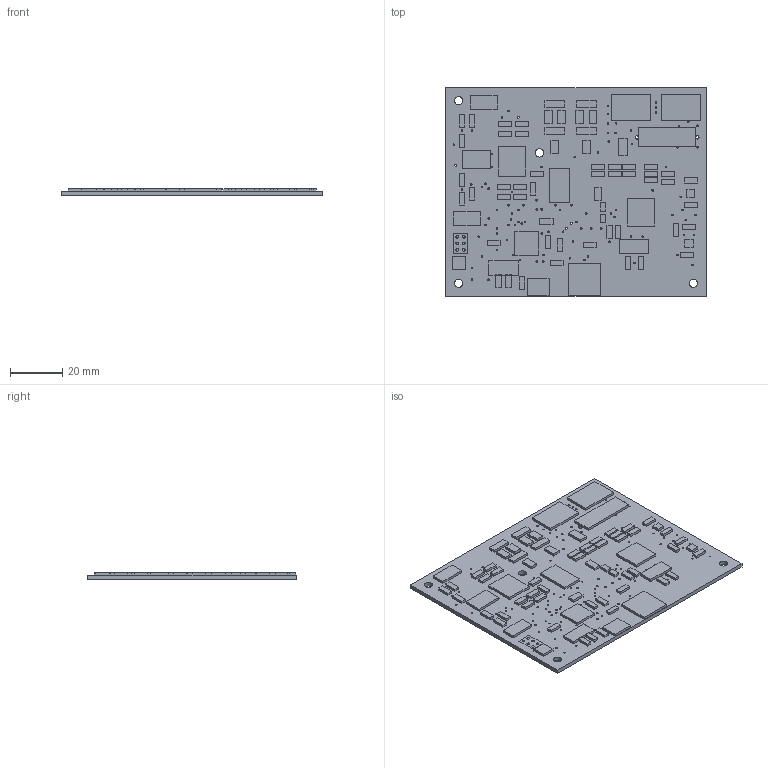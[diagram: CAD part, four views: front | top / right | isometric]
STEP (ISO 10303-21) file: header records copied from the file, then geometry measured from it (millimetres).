
FILE_DESCRIPTION(/* description */ (''),/* implementation_level */ '2;1');
FILE_NAME(/* name */ 'board2.brd.stp',/* time_stamp */ '2016-03-25T13:56:00+01:00',/* author */ ('Paschalis'),/* organization */ (''),/* preprocessor_version */ 'ST-DEVELOPER v16.1',/* originating_system */ 'Autodesk Inventor 2016',/* authorisation */ '');
FILE_SCHEMA (('AUTOMOTIVE_DESIGN { 1 0 10303 214 3 1 1 }'));
Length unit declared in the file: inch
Products named in the file (43): board2.brd_Outline; PHOENIX-TERMINAL-3PIN, PHOENIX-TERMINAL-3PIN_1; SOT95P280X145-6N, ADR3425ARJZ-R7_3; SOP65P780X200-28N, ADS1256IDBT_5; SOIC127P1032X265-16N, ADUM5000ARWZ_7; 1X02, AIN6-7_1X02_9; TQFP32-08, ATMEGA328P_TQFP_11; BATTCON_12MM, 3V_13; C3216, 10U_15; C3216, 0_1U_17; C3216, 47U_19; C3216, 100P_22; C3216, 18P_26; C3216, 1U_47; C3216, 10N_49; C3216, 2_2U_51; C3216, 22P_53; DS3234, DS3234_58; PAS_5X20, 15A_60; 2X3, FEMALE_62; 2X04, ISOLATED_CON_2X04_64; 1X03, JP1A_1X03_66; 1X03, JP1B_1X03_68; 1X03, JP2A_1X03_70; 1X03, JP2B_1X03_72; SOT95P280X145-5N, LP2985-33DBVT_74; SOIC-16, IC_DIL16-SOIC-16_76; 2X04, NON-ISOLATED_CON_2X04_78; HC49U-V, 7_68MHZ_80; HC49U-V, 16MHZ_82; LVK25, 0_005_84; R3216, 4_7K_86; M3216, 560K_88; M3216, 5_49M_90; M3216, 1K_95; R3216, 100_100; R3216, 10K_104; TACTILE-SWITCH-SMD, TAC_SWITCHSMD_108; 1X02, RX-TX_1X02_110; SJ, SJ1-RST_SJ_112 ...
Assembly tree (78 placements, depth 2):
  board2.brd
    board2.brd_Outline
    PHOENIX-TERMINAL-3PIN, PHOENIX-TERMINAL-3PIN_1
    SOT95P280X145-6N, ADR3425ARJZ-R7_3
    SOP65P780X200-28N, ADS1256IDBT_5
    SOIC127P1032X265-16N, ADUM5000ARWZ_7
    1X02, AIN6-7_1X02_9
    TQFP32-08, ATMEGA328P_TQFP_11
    BATTCON_12MM, 3V_13
    C3216, 10U_15  x6
    C3216, 0_1U_17  x14
    C3216, 47U_19
    C3216, 100P_22  x4
    C3216, 18P_26  x2
    C3216, 1U_47
    C3216, 10N_49
    C3216, 2_2U_51
    C3216, 22P_53  x4
    DS3234, DS3234_58
    PAS_5X20, 15A_60
    2X3, FEMALE_62
    2X04, ISOLATED_CON_2X04_64
    1X03, JP1A_1X03_66
    1X03, JP1B_1X03_68
    1X03, JP2A_1X03_70
    1X03, JP2B_1X03_72
    SOT95P280X145-5N, LP2985-33DBVT_74
    SOIC-16, IC_DIL16-SOIC-16_76
    2X04, NON-ISOLATED_CON_2X04_78
    HC49U-V, 7_68MHZ_80
    HC49U-V, 16MHZ_82
    LVK25, 0_005_84
    R3216, 4_7K_86  x5
    M3216, 560K_88  x2
    M3216, 5_49M_90  x2
    M3216, 1K_95  x2
    R3216, 100_100  x3
    R3216, 10K_104  x2
    TACTILE-SWITCH-SMD, TAC_SWITCHSMD_108
    1X02, RX-TX_1X02_110
    SJ, SJ1-RST_SJ_112
    SJ, SJ2-SYNC_SJ_114
    2TERMINALBLOCK_10MMPITCH, 2PIN_TERMINAL_PCBMOUNT_116  x2
Bounding box: 100 x 80 x 2.6 mm (x, y, z)
Volume: 14726.6 mm3; surface area: 22839.9 mm2
Topology: 78 solids, 78 shells, 644 faces, 1472 edges, 992 vertices
Faces by surface type: plane 468, cylinder 176
Full cylindrical faces by diameter (mm): 0.6 x116, 0.81 x4, 1.02 x38, 1.1 x6, 1.32 x4, 1.4 x4, 3.2 x4
Entity records: 13920 total; most frequent: DIRECTION 2314, CARTESIAN_POINT 2117, ORIENTED_EDGE 1712, EDGE_LOOP 956, AXIS2_PLACEMENT_3D 901, EDGE_CURVE 856, VERTEX_POINT 688, FACE_BOUND 528
